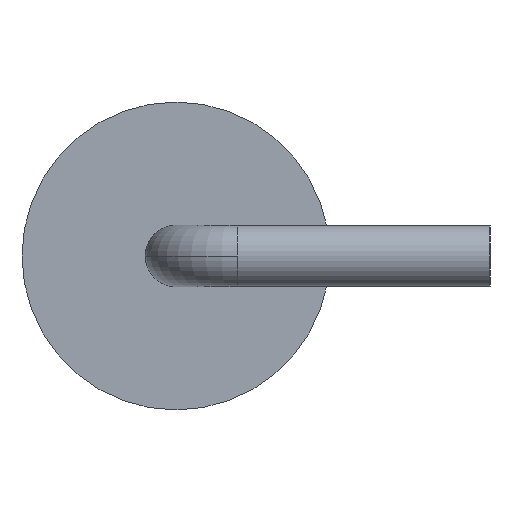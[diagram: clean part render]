
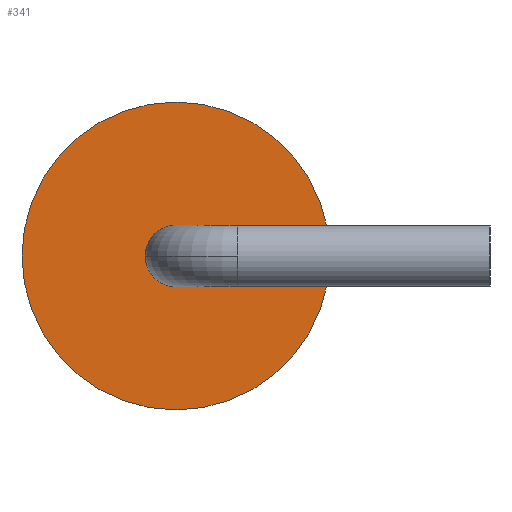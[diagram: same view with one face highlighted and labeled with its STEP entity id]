
A CAD part, left-side view. The second image highlights one B-rep face of the part: STEP entity #341.
In plain terms, the highlighted planar face has unit normal (-1, 0, 0).
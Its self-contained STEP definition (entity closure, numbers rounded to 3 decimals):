
#1 = DIRECTION ( 'NONE',  ( 0., 0., -1. ) ) ;
#28 = EDGE_LOOP ( 'NONE', ( #89, #117 ) ) ;
#63 = CARTESIAN_POINT ( 'NONE',  ( -4.5, 0., 0. ) ) ;
#71 = DIRECTION ( 'NONE',  ( 0., 0., -1. ) ) ;
#72 = EDGE_CURVE ( 'NONE', #654, #224, #216, .T. ) ;
#84 = EDGE_CURVE ( 'NONE', #471, #162, #311, .T. ) ;
#88 = CIRCLE ( 'NONE', #497, 2.5 ) ;
#89 = ORIENTED_EDGE ( 'NONE', *, *, #514, .F. ) ;
#117 = ORIENTED_EDGE ( 'NONE', *, *, #72, .F. ) ;
#146 = EDGE_CURVE ( 'NONE', #162, #471, #88, .T. ) ;
#158 = DIRECTION ( 'NONE',  ( 1., 0., 0. ) ) ;
#162 = VERTEX_POINT ( 'NONE', #209 ) ;
#167 = CARTESIAN_POINT ( 'NONE',  ( -4.5, 0., -0.5 ) ) ;
#209 = CARTESIAN_POINT ( 'NONE',  ( -4.5, 0., -2.5 ) ) ;
#210 = AXIS2_PLACEMENT_3D ( 'NONE', #816, #158, #226 ) ;
#216 = CIRCLE ( 'NONE', #850, 0.5 ) ;
#217 = DIRECTION ( 'NONE',  ( -1., 0., 0. ) ) ;
#224 = VERTEX_POINT ( 'NONE', #272 ) ;
#226 = DIRECTION ( 'NONE',  ( 0., 0., -1. ) ) ;
#272 = CARTESIAN_POINT ( 'NONE',  ( -4.5, 0., 0.5 ) ) ;
#306 = FACE_BOUND ( 'NONE', #28, .T. ) ;
#311 = CIRCLE ( 'NONE', #474, 2.5 ) ;
#327 = DIRECTION ( 'NONE',  ( -1., 0., 0. ) ) ;
#341 = ADVANCED_FACE ( 'NONE', ( #306, #384 ), #546, .F. ) ;
#384 = FACE_OUTER_BOUND ( 'NONE', #579, .T. ) ;
#397 = DIRECTION ( 'NONE',  ( 1., 0., 0. ) ) ;
#401 = CARTESIAN_POINT ( 'NONE',  ( -4.5, 0., 0. ) ) ;
#411 = AXIS2_PLACEMENT_3D ( 'NONE', #806, #217, #737 ) ;
#471 = VERTEX_POINT ( 'NONE', #627 ) ;
#474 = AXIS2_PLACEMENT_3D ( 'NONE', #63, #397, #665 ) ;
#477 = ORIENTED_EDGE ( 'NONE', *, *, #146, .F. ) ;
#497 = AXIS2_PLACEMENT_3D ( 'NONE', #794, #798, #71 ) ;
#514 = EDGE_CURVE ( 'NONE', #224, #654, #641, .T. ) ;
#546 = PLANE ( 'NONE',  #210 ) ;
#579 = EDGE_LOOP ( 'NONE', ( #477, #609 ) ) ;
#609 = ORIENTED_EDGE ( 'NONE', *, *, #84, .F. ) ;
#627 = CARTESIAN_POINT ( 'NONE',  ( -4.5, 0., 2.5 ) ) ;
#641 = CIRCLE ( 'NONE', #411, 0.5 ) ;
#654 = VERTEX_POINT ( 'NONE', #167 ) ;
#665 = DIRECTION ( 'NONE',  ( 0., 0., -1. ) ) ;
#737 = DIRECTION ( 'NONE',  ( 0., 0., -1. ) ) ;
#794 = CARTESIAN_POINT ( 'NONE',  ( -4.5, 0., 0. ) ) ;
#798 = DIRECTION ( 'NONE',  ( 1., 0., 0. ) ) ;
#806 = CARTESIAN_POINT ( 'NONE',  ( -4.5, 0., 0. ) ) ;
#816 = CARTESIAN_POINT ( 'NONE',  ( -4.5, 0., 0. ) ) ;
#850 = AXIS2_PLACEMENT_3D ( 'NONE', #401, #327, #1 ) ;
